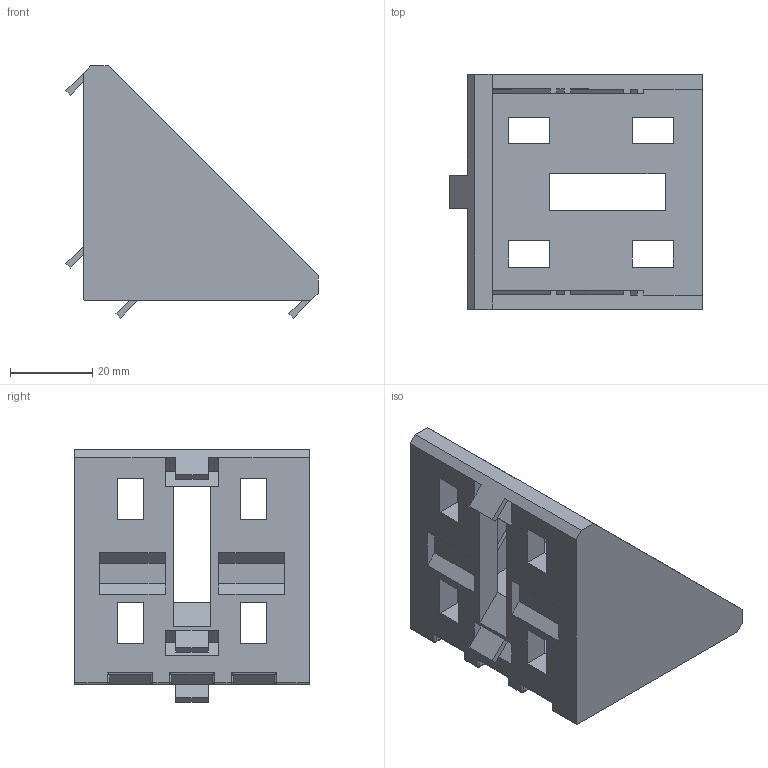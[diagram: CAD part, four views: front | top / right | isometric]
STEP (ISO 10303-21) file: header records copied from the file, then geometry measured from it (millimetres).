
FILE_DESCRIPTION((''),'2;1');
FILE_NAME('AR3434.stp','2021-02-26T15:46:34',('arma03'),(''),'Autodesk Inventor 2013','Autodesk Inventor 2013','');
FILE_SCHEMA(('AUTOMOTIVE_DESIGN { 1 0 10303 214 1 1 1 1 }'));
Length unit declared in the file: millimetre
Products named in the file (1): AR3434
Bounding box: 61.24 x 57 x 61.24 mm (x, y, z)
Volume: 37922.7 mm3; surface area: 20853.8 mm2
Topology: 1 solids, 1 shells, 187 faces, 507 edges, 328 vertices
Faces by surface type: plane 151, cylinder 30, sphere 6
Entity records: 5847 total; most frequent: CARTESIAN_POINT 1023, ORIENTED_EDGE 1014, DIRECTION 943, EDGE_CURVE 507, VECTOR 447, LINE 447, VERTEX_POINT 328, AXIS2_PLACEMENT_3D 248
